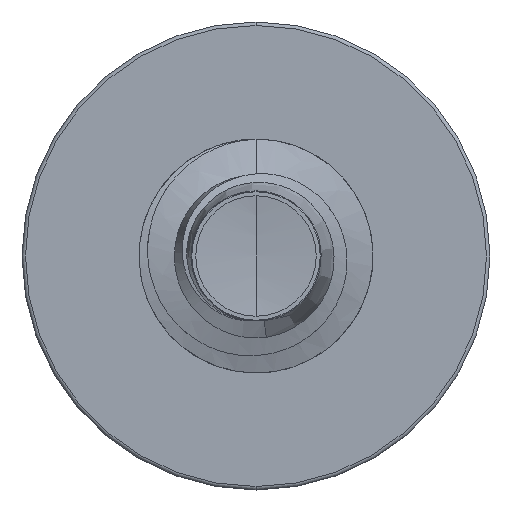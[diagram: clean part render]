
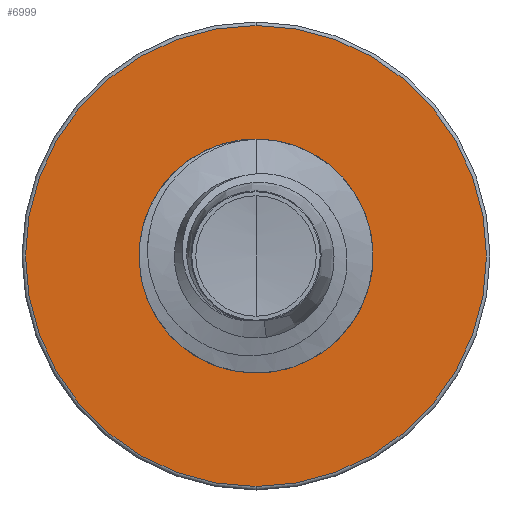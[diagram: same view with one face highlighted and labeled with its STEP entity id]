
A CAD part, front view. The second image highlights one B-rep face of the part: STEP entity #6999.
In plain terms, the highlighted planar face has unit normal (0, -1, 0).
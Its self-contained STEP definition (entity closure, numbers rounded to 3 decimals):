
#319 = CARTESIAN_POINT ( 'NONE',  ( 0., 4.5, 1.412 ) ) ;
#362 = CARTESIAN_POINT ( 'NONE',  ( 0., 4.5, 0. ) ) ;
#412 = AXIS2_PLACEMENT_3D ( 'NONE', #9463, #4542, #10308 ) ;
#495 = DIRECTION ( 'NONE',  ( 0., 0., 1. ) ) ;
#507 = DIRECTION ( 'NONE',  ( 0., 0., 1. ) ) ;
#1032 = VERTEX_POINT ( 'NONE', #2648 ) ;
#1165 = VERTEX_POINT ( 'NONE', #319 ) ;
#1224 = DIRECTION ( 'NONE',  ( 0., 0., 1. ) ) ;
#1420 = ORIENTED_EDGE ( 'NONE', *, *, #9724, .T. ) ;
#1999 = AXIS2_PLACEMENT_3D ( 'NONE', #10468, #5529, #495 ) ;
#2457 = ORIENTED_EDGE ( 'NONE', *, *, #5588, .T. ) ;
#2499 = VERTEX_POINT ( 'NONE', #9210 ) ;
#2648 = CARTESIAN_POINT ( 'NONE',  ( 0., 4.5, 2.955 ) ) ;
#3353 = VERTEX_POINT ( 'NONE', #3787 ) ;
#3787 = CARTESIAN_POINT ( 'NONE',  ( 0., 4.5, -2.955 ) ) ;
#3879 = FACE_OUTER_BOUND ( 'NONE', #9917, .T. ) ;
#4426 = DIRECTION ( 'NONE',  ( 0., 1., 0. ) ) ;
#4542 = DIRECTION ( 'NONE',  ( 0., 1., 0. ) ) ;
#5529 = DIRECTION ( 'NONE',  ( 0., 1., 0. ) ) ;
#5542 = DIRECTION ( 'NONE',  ( 0., 1., 0. ) ) ;
#5588 = EDGE_CURVE ( 'NONE', #1165, #2499, #5958, .T. ) ;
#5958 = CIRCLE ( 'NONE', #1999, 1.412 ) ;
#6225 = DIRECTION ( 'NONE',  ( 0., 1., 0. ) ) ;
#6718 = CIRCLE ( 'NONE', #412, 2.955 ) ;
#6794 = AXIS2_PLACEMENT_3D ( 'NONE', #8808, #5542, #507 ) ;
#6999 = ADVANCED_FACE ( 'NONE', ( #3879, #7994 ), #8769, .F. ) ;
#7090 = ORIENTED_EDGE ( 'NONE', *, *, #7781, .F. ) ;
#7586 = EDGE_CURVE ( 'NONE', #1032, #3353, #9161, .T. ) ;
#7781 = EDGE_CURVE ( 'NONE', #3353, #1032, #6718, .T. ) ;
#7994 = FACE_BOUND ( 'NONE', #10429, .T. ) ;
#8183 = ORIENTED_EDGE ( 'NONE', *, *, #7586, .F. ) ;
#8769 = PLANE ( 'NONE',  #6794 ) ;
#8808 = CARTESIAN_POINT ( 'NONE',  ( 0., 4.5, -1.412 ) ) ;
#9032 = CIRCLE ( 'NONE', #10782, 1.412 ) ;
#9161 = CIRCLE ( 'NONE', #10669, 2.955 ) ;
#9210 = CARTESIAN_POINT ( 'NONE',  ( 0., 4.5, -1.412 ) ) ;
#9365 = CARTESIAN_POINT ( 'NONE',  ( 0., 4.5, 0. ) ) ;
#9463 = CARTESIAN_POINT ( 'NONE',  ( 0., 4.5, 0. ) ) ;
#9724 = EDGE_CURVE ( 'NONE', #2499, #1165, #9032, .T. ) ;
#9917 = EDGE_LOOP ( 'NONE', ( #8183, #7090 ) ) ;
#10206 = DIRECTION ( 'NONE',  ( 0., 0., 1. ) ) ;
#10308 = DIRECTION ( 'NONE',  ( 0., 0., 1. ) ) ;
#10429 = EDGE_LOOP ( 'NONE', ( #2457, #1420 ) ) ;
#10468 = CARTESIAN_POINT ( 'NONE',  ( 0., 4.5, 0. ) ) ;
#10669 = AXIS2_PLACEMENT_3D ( 'NONE', #9365, #4426, #10206 ) ;
#10782 = AXIS2_PLACEMENT_3D ( 'NONE', #362, #6225, #1224 ) ;
